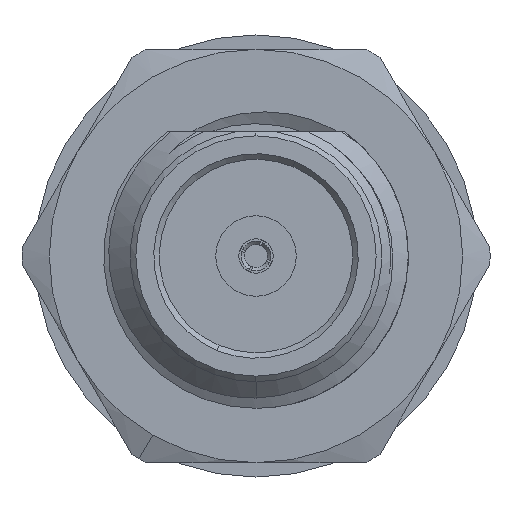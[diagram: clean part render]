
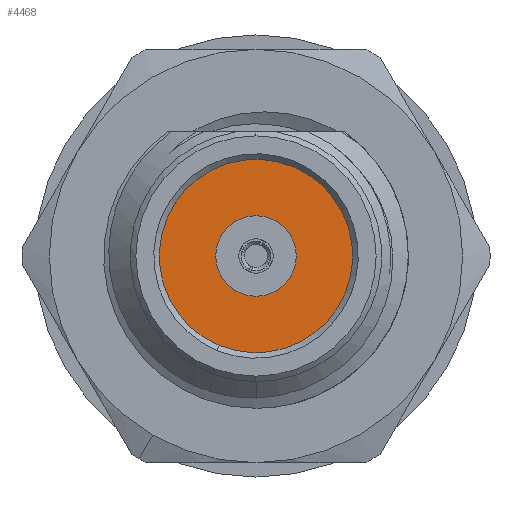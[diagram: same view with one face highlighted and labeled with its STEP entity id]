
A CAD part, left-side view. The second image highlights one B-rep face of the part: STEP entity #4468.
In plain terms, the highlighted planar face has unit normal (-1, 0, 0).
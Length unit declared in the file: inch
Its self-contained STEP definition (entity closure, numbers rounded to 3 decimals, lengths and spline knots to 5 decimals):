
#114 = ORIENTED_EDGE ( 'NONE', *, *, #26164, .T. ) ;
#609 = CARTESIAN_POINT ( 'NONE',  ( 0.135, -0.03341, 0.08087 ) ) ;
#2115 = CIRCLE ( 'NONE', #16652, 0.0875 ) ;
#2298 = CIRCLE ( 'NONE', #24617, 0.03642 ) ;
#2359 = DIRECTION ( 'NONE',  ( 0., 0., 1. ) ) ;
#2401 = CARTESIAN_POINT ( 'NONE',  ( 0.135, 0., -0.03642 ) ) ;
#3027 = DIRECTION ( 'NONE',  ( 0., 0., 1. ) ) ;
#4468 = ADVANCED_FACE ( 'NONE', ( #7300, #17201 ), #14762, .T. ) ;
#4752 = DIRECTION ( 'NONE',  ( 0., -0.382, 0.924 ) ) ;
#5849 = EDGE_CURVE ( 'NONE', #9019, #22693, #2115, .T. ) ;
#5982 = DIRECTION ( 'NONE',  ( 0., -0.382, 0.924 ) ) ;
#6059 = CARTESIAN_POINT ( 'NONE',  ( 0.135, 0., 0. ) ) ;
#6343 = AXIS2_PLACEMENT_3D ( 'NONE', #22338, #29659, #2359 ) ;
#6479 = ORIENTED_EDGE ( 'NONE', *, *, #23746, .F. ) ;
#7300 = FACE_OUTER_BOUND ( 'NONE', #29101, .T. ) ;
#8070 = CARTESIAN_POINT ( 'NONE',  ( 0.135, 0., 0. ) ) ;
#8545 = CARTESIAN_POINT ( 'NONE',  ( 0.135, 0., 0. ) ) ;
#9019 = VERTEX_POINT ( 'NONE', #609 ) ;
#9138 = CARTESIAN_POINT ( 'NONE',  ( 0.135, 0.03341, -0.08087 ) ) ;
#10884 = AXIS2_PLACEMENT_3D ( 'NONE', #24686, #12322, #5982 ) ;
#11505 = VERTEX_POINT ( 'NONE', #2401 ) ;
#12035 = ORIENTED_EDGE ( 'NONE', *, *, #12503, .F. ) ;
#12322 = DIRECTION ( 'NONE',  ( -1., 0., 0. ) ) ;
#12503 = EDGE_CURVE ( 'NONE', #11505, #22862, #15155, .T. ) ;
#13131 = ORIENTED_EDGE ( 'NONE', *, *, #5849, .T. ) ;
#14028 = AXIS2_PLACEMENT_3D ( 'NONE', #8545, #20254, #27594 ) ;
#14762 = PLANE ( 'NONE',  #10884 ) ;
#15155 = CIRCLE ( 'NONE', #6343, 0.03642 ) ;
#16652 = AXIS2_PLACEMENT_3D ( 'NONE', #6059, #27179, #4752 ) ;
#17201 = FACE_BOUND ( 'NONE', #17933, .T. ) ;
#17933 = EDGE_LOOP ( 'NONE', ( #6479, #12035 ) ) ;
#17962 = DIRECTION ( 'NONE',  ( -1., 0., 0. ) ) ;
#20254 = DIRECTION ( 'NONE',  ( -1., 0., 0. ) ) ;
#22338 = CARTESIAN_POINT ( 'NONE',  ( 0.135, 0., 0. ) ) ;
#22343 = CIRCLE ( 'NONE', #14028, 0.0875 ) ;
#22693 = VERTEX_POINT ( 'NONE', #9138 ) ;
#22773 = CARTESIAN_POINT ( 'NONE',  ( 0.135, 0., 0.03642 ) ) ;
#22862 = VERTEX_POINT ( 'NONE', #22773 ) ;
#23746 = EDGE_CURVE ( 'NONE', #22862, #11505, #2298, .T. ) ;
#24617 = AXIS2_PLACEMENT_3D ( 'NONE', #8070, #17962, #3027 ) ;
#24686 = CARTESIAN_POINT ( 'NONE',  ( 0.135, 0., 0. ) ) ;
#26164 = EDGE_CURVE ( 'NONE', #22693, #9019, #22343, .T. ) ;
#27179 = DIRECTION ( 'NONE',  ( -1., 0., 0. ) ) ;
#27594 = DIRECTION ( 'NONE',  ( 0., -0.382, 0.924 ) ) ;
#29101 = EDGE_LOOP ( 'NONE', ( #13131, #114 ) ) ;
#29659 = DIRECTION ( 'NONE',  ( -1., 0., 0. ) ) ;
